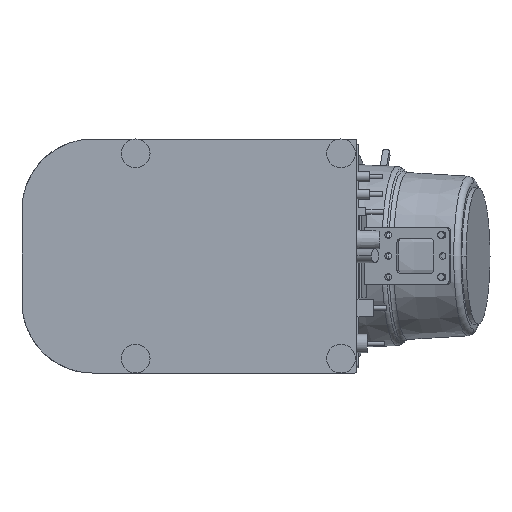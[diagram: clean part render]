
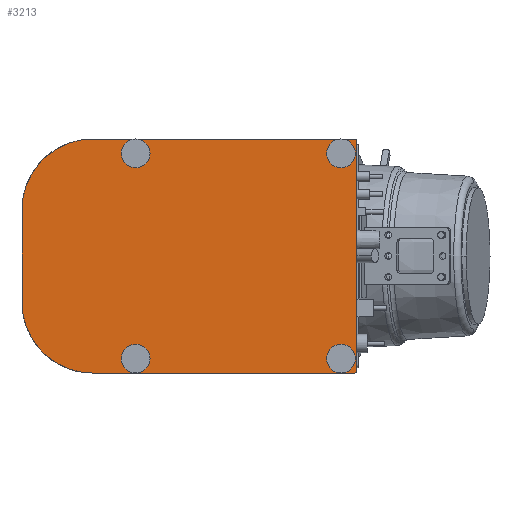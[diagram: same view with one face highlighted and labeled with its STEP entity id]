
A CAD part, front view. The second image highlights one B-rep face of the part: STEP entity #3213.
In plain terms, the highlighted planar face has unit normal (0, -1, 0).
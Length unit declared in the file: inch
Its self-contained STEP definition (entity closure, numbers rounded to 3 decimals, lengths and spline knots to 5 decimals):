
#1=CARTESIAN_POINT('',(9.352,0.,-6.495));
#2=DIRECTION('',(0.,-1.,0.));
#3=DIRECTION('',(0.,0.,-1.));
#4=AXIS2_PLACEMENT_3D('',#1,#2,#3);
#6=DIRECTION('',(-1.,0.,0.));
#7=VECTOR('',#6,14.834);
#8=CARTESIAN_POINT('',(9.352,0.,-6.625));
#9=LINE('',#8,#7);
#10=CARTESIAN_POINT('',(-5.482,0.,-2.625));
#11=DIRECTION('',(0.,-1.,0.));
#12=DIRECTION('',(-1.,0.,0.));
#13=AXIS2_PLACEMENT_3D('',#10,#11,#12);
#15=DIRECTION('',(0.,0.,1.));
#16=VECTOR('',#15,5.25);
#17=CARTESIAN_POINT('',(-9.482,0.,-2.625));
#18=LINE('',#17,#16);
#19=CARTESIAN_POINT('',(-5.482,0.,2.625));
#20=DIRECTION('',(0.,-1.,0.));
#21=DIRECTION('',(0.,0.,1.));
#22=AXIS2_PLACEMENT_3D('',#19,#20,#21);
#24=DIRECTION('',(1.,0.,0.));
#25=VECTOR('',#24,14.834);
#26=CARTESIAN_POINT('',(-5.482,0.,6.625));
#27=LINE('',#26,#25);
#28=CARTESIAN_POINT('',(9.352,0.,6.495));
#29=DIRECTION('',(0.,-1.,0.));
#30=DIRECTION('',(1.,0.,0.));
#31=AXIS2_PLACEMENT_3D('',#28,#29,#30);
#33=DIRECTION('',(0.,0.,-1.));
#34=VECTOR('',#33,12.99);
#35=CARTESIAN_POINT('',(9.482,0.,6.495));
#36=LINE('',#35,#34);
#37=CARTESIAN_POINT('',(8.578,0.,-5.81));
#38=DIRECTION('',(0.,-1.,0.));
#39=DIRECTION('',(0.,0.,1.));
#40=AXIS2_PLACEMENT_3D('',#37,#38,#39);
#42=CARTESIAN_POINT('',(8.578,0.,-5.81));
#43=DIRECTION('',(0.,-1.,0.));
#44=DIRECTION('',(0.,0.,-1.));
#45=AXIS2_PLACEMENT_3D('',#42,#43,#44);
#47=CARTESIAN_POINT('',(-3.047,0.,-5.81));
#48=DIRECTION('',(0.,-1.,0.));
#49=DIRECTION('',(0.,0.,1.));
#50=AXIS2_PLACEMENT_3D('',#47,#48,#49);
#52=CARTESIAN_POINT('',(-3.047,0.,-5.81));
#53=DIRECTION('',(0.,-1.,0.));
#54=DIRECTION('',(0.,0.,-1.));
#55=AXIS2_PLACEMENT_3D('',#52,#53,#54);
#57=CARTESIAN_POINT('',(8.578,0.,5.815));
#58=DIRECTION('',(0.,-1.,0.));
#59=DIRECTION('',(0.,0.,1.));
#60=AXIS2_PLACEMENT_3D('',#57,#58,#59);
#62=CARTESIAN_POINT('',(8.578,0.,5.815));
#63=DIRECTION('',(0.,-1.,0.));
#64=DIRECTION('',(0.,0.,-1.));
#65=AXIS2_PLACEMENT_3D('',#62,#63,#64);
#67=CARTESIAN_POINT('',(-3.047,0.,5.815));
#68=DIRECTION('',(0.,-1.,0.));
#69=DIRECTION('',(0.,0.,1.));
#70=AXIS2_PLACEMENT_3D('',#67,#68,#69);
#72=CARTESIAN_POINT('',(-3.047,0.,5.815));
#73=DIRECTION('',(0.,-1.,0.));
#74=DIRECTION('',(0.,0.,-1.));
#75=AXIS2_PLACEMENT_3D('',#72,#73,#74);
#2532=CARTESIAN_POINT('',(-5.482,0.,6.625));
#2533=CARTESIAN_POINT('',(-9.482,0.,2.625));
#2534=VERTEX_POINT('',#2532);
#2535=VERTEX_POINT('',#2533);
#2536=CARTESIAN_POINT('',(-9.482,0.,-2.625));
#2537=CARTESIAN_POINT('',(-5.482,0.,-6.625));
#2538=VERTEX_POINT('',#2536);
#2539=VERTEX_POINT('',#2537);
#2756=CARTESIAN_POINT('',(9.352,0.,-6.625));
#2757=CARTESIAN_POINT('',(9.482,0.,-6.495));
#2758=VERTEX_POINT('',#2756);
#2759=VERTEX_POINT('',#2757);
#2762=CARTESIAN_POINT('',(9.482,0.,6.495));
#2763=CARTESIAN_POINT('',(9.352,0.,6.625));
#2764=VERTEX_POINT('',#2762);
#2765=VERTEX_POINT('',#2763);
#2852=CARTESIAN_POINT('',(8.578,0.,-5.6225));
#2853=CARTESIAN_POINT('',(8.578,0.,-5.9975));
#2854=VERTEX_POINT('',#2852);
#2855=VERTEX_POINT('',#2853);
#2856=CARTESIAN_POINT('',(-3.047,0.,-5.6225));
#2857=CARTESIAN_POINT('',(-3.047,0.,-5.9975));
#2858=VERTEX_POINT('',#2856);
#2859=VERTEX_POINT('',#2857);
#2860=CARTESIAN_POINT('',(8.578,0.,6.0025));
#2861=CARTESIAN_POINT('',(8.578,0.,5.6275));
#2862=VERTEX_POINT('',#2860);
#2863=VERTEX_POINT('',#2861);
#2864=CARTESIAN_POINT('',(-3.047,0.,6.0025));
#2865=CARTESIAN_POINT('',(-3.047,0.,5.6275));
#2866=VERTEX_POINT('',#2864);
#2867=VERTEX_POINT('',#2865);
#3166=CARTESIAN_POINT('',(0.,0.,0.));
#3167=DIRECTION('',(0.,1.,0.));
#3168=DIRECTION('',(1.,0.,0.));
#3169=AXIS2_PLACEMENT_3D('',#3166,#3167,#3168);
#3170=PLANE('',#3169);
#3172=ORIENTED_EDGE('',*,*,#3171,.F.);
#3174=ORIENTED_EDGE('',*,*,#3173,.T.);
#3176=ORIENTED_EDGE('',*,*,#3175,.F.);
#3178=ORIENTED_EDGE('',*,*,#3177,.T.);
#3180=ORIENTED_EDGE('',*,*,#3179,.F.);
#3182=ORIENTED_EDGE('',*,*,#3181,.T.);
#3184=ORIENTED_EDGE('',*,*,#3183,.F.);
#3186=ORIENTED_EDGE('',*,*,#3185,.T.);
#3187=EDGE_LOOP('',(#3172,#3174,#3176,#3178,#3180,#3182,#3184,#3186));
#3188=FACE_OUTER_BOUND('',#3187,.F.);
#3190=ORIENTED_EDGE('',*,*,#3189,.T.);
#3192=ORIENTED_EDGE('',*,*,#3191,.T.);
#3193=EDGE_LOOP('',(#3190,#3192));
#3194=FACE_BOUND('',#3193,.F.);
#3196=ORIENTED_EDGE('',*,*,#3195,.T.);
#3198=ORIENTED_EDGE('',*,*,#3197,.T.);
#3199=EDGE_LOOP('',(#3196,#3198));
#3200=FACE_BOUND('',#3199,.F.);
#3202=ORIENTED_EDGE('',*,*,#3201,.T.);
#3204=ORIENTED_EDGE('',*,*,#3203,.T.);
#3205=EDGE_LOOP('',(#3202,#3204));
#3206=FACE_BOUND('',#3205,.F.);
#3208=ORIENTED_EDGE('',*,*,#3207,.T.);
#3210=ORIENTED_EDGE('',*,*,#3209,.T.);
#3211=EDGE_LOOP('',(#3208,#3210));
#3212=FACE_BOUND('',#3211,.F.);
#3213=ADVANCED_FACE('',(#3188,#3194,#3200,#3206,#3212),#3170,.F.);
#5=CIRCLE('',#4,0.13);
#14=CIRCLE('',#13,4.);
#23=CIRCLE('',#22,4.);
#32=CIRCLE('',#31,0.13);
#41=CIRCLE('',#40,0.1875);
#46=CIRCLE('',#45,0.1875);
#51=CIRCLE('',#50,0.1875);
#56=CIRCLE('',#55,0.1875);
#61=CIRCLE('',#60,0.1875);
#66=CIRCLE('',#65,0.1875);
#71=CIRCLE('',#70,0.1875);
#76=CIRCLE('',#75,0.1875);
#3171=EDGE_CURVE('',#2758,#2759,#5,.T.);
#3173=EDGE_CURVE('',#2758,#2539,#9,.T.);
#3175=EDGE_CURVE('',#2538,#2539,#14,.T.);
#3177=EDGE_CURVE('',#2538,#2535,#18,.T.);
#3179=EDGE_CURVE('',#2534,#2535,#23,.T.);
#3181=EDGE_CURVE('',#2534,#2765,#27,.T.);
#3183=EDGE_CURVE('',#2764,#2765,#32,.T.);
#3185=EDGE_CURVE('',#2764,#2759,#36,.T.);
#3189=EDGE_CURVE('',#2854,#2855,#41,.T.);
#3191=EDGE_CURVE('',#2855,#2854,#46,.T.);
#3195=EDGE_CURVE('',#2858,#2859,#51,.T.);
#3197=EDGE_CURVE('',#2859,#2858,#56,.T.);
#3201=EDGE_CURVE('',#2862,#2863,#61,.T.);
#3203=EDGE_CURVE('',#2863,#2862,#66,.T.);
#3207=EDGE_CURVE('',#2866,#2867,#71,.T.);
#3209=EDGE_CURVE('',#2867,#2866,#76,.T.);
